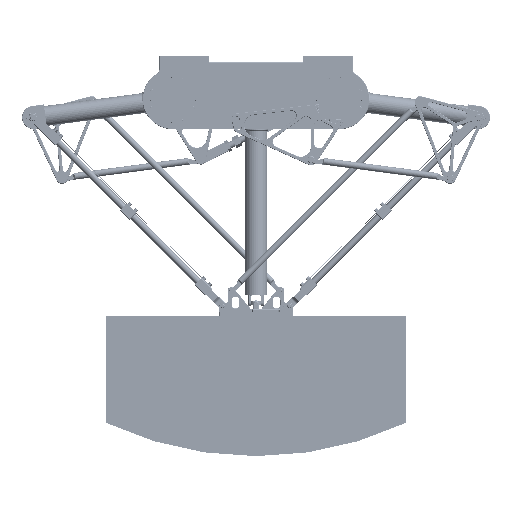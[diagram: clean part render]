
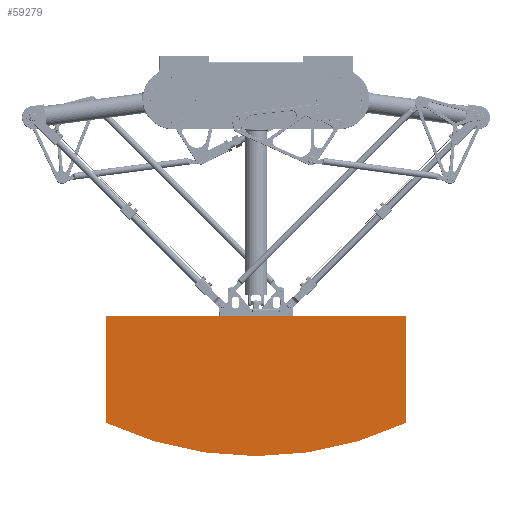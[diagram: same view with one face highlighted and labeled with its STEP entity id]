
A CAD part, front view. The second image highlights one B-rep face of the part: STEP entity #59279.
In plain terms, the highlighted face is planar.
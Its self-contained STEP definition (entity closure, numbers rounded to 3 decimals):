
#3949=PLANE('',#63637);
#5865=FACE_OUTER_BOUND('',#9593,.T.);
#9593=EDGE_LOOP('',(#41153,#41154,#41155,#41156));
#13900=LINE('',#88190,#19173);
#13901=LINE('',#88192,#19174);
#13902=LINE('',#88193,#19175);
#19173=VECTOR('',#70070,10.);
#19174=VECTOR('',#70071,10.);
#19175=VECTOR('',#70072,10.);
#24444=CIRCLE('',#63635,1062.5);
#27211=VERTEX_POINT('',#88180);
#27212=VERTEX_POINT('',#88181);
#27215=VERTEX_POINT('',#88189);
#27216=VERTEX_POINT('',#88191);
#32563=EDGE_CURVE('',#27211,#27212,#24444,.T.);
#32567=EDGE_CURVE('',#27215,#27212,#13900,.T.);
#32568=EDGE_CURVE('',#27216,#27215,#13901,.T.);
#32569=EDGE_CURVE('',#27211,#27216,#13902,.T.);
#41153=ORIENTED_EDGE('',*,*,#32567,.F.);
#41154=ORIENTED_EDGE('',*,*,#32568,.F.);
#41155=ORIENTED_EDGE('',*,*,#32569,.F.);
#41156=ORIENTED_EDGE('',*,*,#32563,.T.);
#59279=ADVANCED_FACE('',(#5865),#3949,.F.);
#63635=AXIS2_PLACEMENT_3D('',#88182,#70062,#70063);
#63637=AXIS2_PLACEMENT_3D('',#88188,#70068,#70069);
#70062=DIRECTION('center_axis',(0.,0.,-1.));
#70063=DIRECTION('ref_axis',(-0.424,-0.906,0.));
#70068=DIRECTION('center_axis',(0.,0.,1.));
#70069=DIRECTION('ref_axis',(1.,0.,0.));
#70070=DIRECTION('',(0.,-1.,0.));
#70071=DIRECTION('',(-1.,0.,0.));
#70072=DIRECTION('',(0.,1.,0.));
#88180=CARTESIAN_POINT('',(450.,-320.,-0.001));
#88181=CARTESIAN_POINT('',(-450.,-320.,-0.001));
#88182=CARTESIAN_POINT('Origin',(0.,642.5,
-0.001));
#88188=CARTESIAN_POINT('Origin',(0.,-160.,-0.001));
#88189=CARTESIAN_POINT('',(-450.,0.,-0.001));
#88190=CARTESIAN_POINT('',(-450.,-320.,-0.001));
#88191=CARTESIAN_POINT('',(450.,0.,-0.001));
#88192=CARTESIAN_POINT('',(-450.,0.,-0.001));
#88193=CARTESIAN_POINT('',(450.,0.,-0.001));
